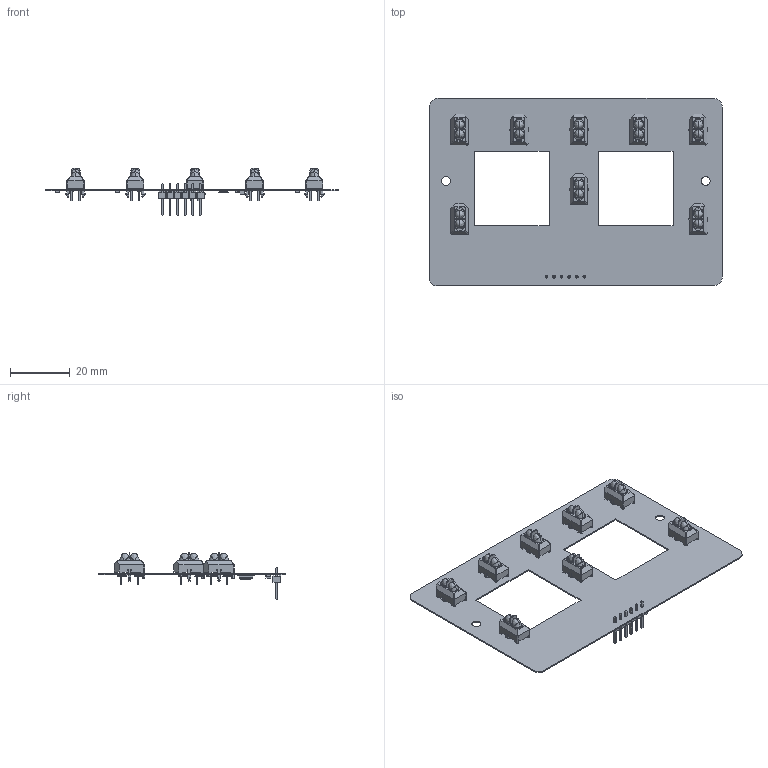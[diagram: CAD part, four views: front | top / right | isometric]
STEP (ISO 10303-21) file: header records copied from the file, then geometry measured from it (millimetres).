
FILE_DESCRIPTION(('Open CASCADE Model'),'2;1');
FILE_NAME('Open CASCADE Shape Model','2023-08-15T11:42:26',('Author'),( 'Open CASCADE'),'Open CASCADE STEP processor 7.5','Open CASCADE 7.5' ,'Unknown');
FILE_SCHEMA(('AUTOMOTIVE_DESIGN { 1 0 10303 214 1 1 1 1 }'));
Length unit declared in the file: millimetre
Products named in the file (36): PCB; Board; Open CASCADE STEP translator 7.5 1.1.1; U8; TCRT5000--3DModel-STEP-56544; U7; U6; U5; U4; U3; U2; U1; R17; 1879462-3; R16; R15; R14; R13; R12; R11; R10; R9; R8; R7; R6; R5; R4; R3; R2; R1; P1; Header6; M; 74HC4051D; 1; Led_1206
Assembly tree (58 placements, depth 3):
  PCB
    Board
      Open CASCADE STEP translator 7.5 1.1.1
    U8
      TCRT5000--3DModel-STEP-56544
    U7
      TCRT5000--3DModel-STEP-56544
    U6
      TCRT5000--3DModel-STEP-56544
    U5
      TCRT5000--3DModel-STEP-56544
    U4
      TCRT5000--3DModel-STEP-56544
    U3
      TCRT5000--3DModel-STEP-56544
    U2
      TCRT5000--3DModel-STEP-56544
    U1
      TCRT5000--3DModel-STEP-56544
    R17
      1879462-3
    R16
      1879462-3
    R15
      1879462-3
    R14
      1879462-3
    R13
      1879462-3
    R12
      1879462-3
    R11
      1879462-3
    R10
      1879462-3
    R9
      1879462-3
    R8
      1879462-3
    R7
      1879462-3
    R6
      1879462-3
    R5
      1879462-3
    R4
      1879462-3
    R3
      1879462-3
    R2
      1879462-3
    R1
      1879462-3
    P1
      Header6
    M
      74HC4051D
    1
      Led_1206
Bounding box: 98.05 x 62.87 x 15.99 mm (x, y, z)
Volume: 4102.2 mm3; surface area: 13587.6 mm2
Topology: 97 solids, 97 shells, 3090 faces, 8282 edges, 5384 vertices
Faces by surface type: plane 2596, cylinder 446, bspline 32, cone 16
Full cylindrical faces by diameter (mm): 0.9 x6, 1 x40, 2.5 x16, 3 x2
Entity records: 32316 total; most frequent: CARTESIAN_POINT 5663, ORIENTED_EDGE 5026, DIRECTION 4874, EDGE_CURVE 2513, LINE 2154, VECTOR 2154, VERTEX_POINT 1613, AXIS2_PLACEMENT_3D 1360
